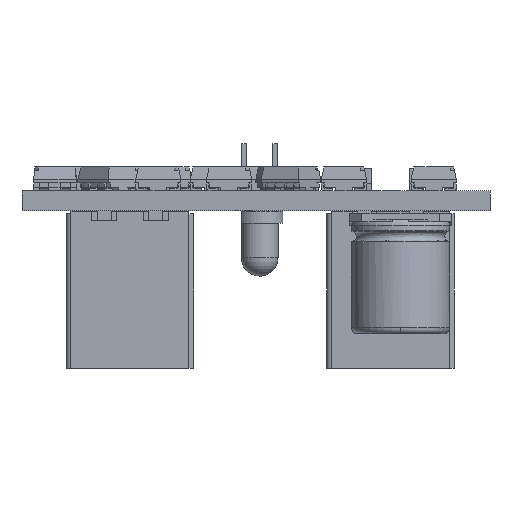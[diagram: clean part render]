
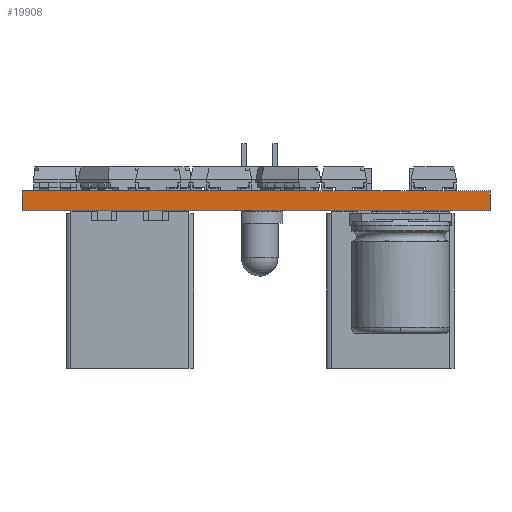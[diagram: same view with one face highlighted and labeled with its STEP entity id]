
A CAD part, front view. The second image highlights one B-rep face of the part: STEP entity #19908.
In plain terms, the highlighted planar face has unit normal (0, -1, 0).
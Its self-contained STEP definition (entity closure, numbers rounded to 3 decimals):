
#19908 = ADVANCED_FACE('',(#19909),#19923,.F.);
#19909 = FACE_BOUND('',#19910,.F.);
#19910 = EDGE_LOOP('',(#19911,#19946,#19974,#20002));
#19911 = ORIENTED_EDGE('',*,*,#19912,.T.);
#19912 = EDGE_CURVE('',#19913,#19915,#19917,.T.);
#19913 = VERTEX_POINT('',#19914);
#19914 = CARTESIAN_POINT('',(120.634,-184.388,0.));
#19915 = VERTEX_POINT('',#19916);
#19916 = CARTESIAN_POINT('',(120.634,-184.388,1.6));
#19917 = SURFACE_CURVE('',#19918,(#19922,#19934),.PCURVE_S1.);
#19918 = LINE('',#19919,#19920);
#19919 = CARTESIAN_POINT('',(120.634,-184.388,0.));
#19920 = VECTOR('',#19921,1.);
#19921 = DIRECTION('',(0.,0.,1.));
#19922 = PCURVE('',#19923,#19928);
#19923 = PLANE('',#19924);
#19924 = AXIS2_PLACEMENT_3D('',#19925,#19926,#19927);
#19925 = CARTESIAN_POINT('',(120.634,-184.388,0.));
#19926 = DIRECTION('',(0.,1.,0.));
#19927 = DIRECTION('',(1.,0.,0.));
#19928 = DEFINITIONAL_REPRESENTATION('',(#19929),#19933);
#19929 = LINE('',#19930,#19931);
#19930 = CARTESIAN_POINT('',(0.,0.));
#19931 = VECTOR('',#19932,1.);
#19932 = DIRECTION('',(0.,-1.));
#19933 = ( GEOMETRIC_REPRESENTATION_CONTEXT(2) 
PARAMETRIC_REPRESENTATION_CONTEXT() REPRESENTATION_CONTEXT('2D SPACE',''
  ) );
#19934 = PCURVE('',#19935,#19940);
#19935 = PLANE('',#19936);
#19936 = AXIS2_PLACEMENT_3D('',#19937,#19938,#19939);
#19937 = CARTESIAN_POINT('',(120.634,-139.938,0.));
#19938 = DIRECTION('',(1.,0.,-0.));
#19939 = DIRECTION('',(0.,-1.,0.));
#19940 = DEFINITIONAL_REPRESENTATION('',(#19941),#19945);
#19941 = LINE('',#19942,#19943);
#19942 = CARTESIAN_POINT('',(44.45,0.));
#19943 = VECTOR('',#19944,1.);
#19944 = DIRECTION('',(0.,-1.));
#19945 = ( GEOMETRIC_REPRESENTATION_CONTEXT(2) 
PARAMETRIC_REPRESENTATION_CONTEXT() REPRESENTATION_CONTEXT('2D SPACE',''
  ) );
#19946 = ORIENTED_EDGE('',*,*,#19947,.T.);
#19947 = EDGE_CURVE('',#19915,#19948,#19950,.T.);
#19948 = VERTEX_POINT('',#19949);
#19949 = CARTESIAN_POINT('',(158.734,-184.388,1.6));
#19950 = SURFACE_CURVE('',#19951,(#19955,#19962),.PCURVE_S1.);
#19951 = LINE('',#19952,#19953);
#19952 = CARTESIAN_POINT('',(120.634,-184.388,1.6));
#19953 = VECTOR('',#19954,1.);
#19954 = DIRECTION('',(1.,0.,0.));
#19955 = PCURVE('',#19923,#19956);
#19956 = DEFINITIONAL_REPRESENTATION('',(#19957),#19961);
#19957 = LINE('',#19958,#19959);
#19958 = CARTESIAN_POINT('',(0.,-1.6));
#19959 = VECTOR('',#19960,1.);
#19960 = DIRECTION('',(1.,0.));
#19961 = ( GEOMETRIC_REPRESENTATION_CONTEXT(2) 
PARAMETRIC_REPRESENTATION_CONTEXT() REPRESENTATION_CONTEXT('2D SPACE',''
  ) );
#19962 = PCURVE('',#19963,#19968);
#19963 = PLANE('',#19964);
#19964 = AXIS2_PLACEMENT_3D('',#19965,#19966,#19967);
#19965 = CARTESIAN_POINT('',(142.337,-107.018,1.6));
#19966 = DIRECTION('',(0.,0.,1.));
#19967 = DIRECTION('',(1.,0.,-0.));
#19968 = DEFINITIONAL_REPRESENTATION('',(#19969),#19973);
#19969 = LINE('',#19970,#19971);
#19970 = CARTESIAN_POINT('',(-21.703,-77.37));
#19971 = VECTOR('',#19972,1.);
#19972 = DIRECTION('',(1.,0.));
#19973 = ( GEOMETRIC_REPRESENTATION_CONTEXT(2) 
PARAMETRIC_REPRESENTATION_CONTEXT() REPRESENTATION_CONTEXT('2D SPACE',''
  ) );
#19974 = ORIENTED_EDGE('',*,*,#19975,.F.);
#19975 = EDGE_CURVE('',#19976,#19948,#19978,.T.);
#19976 = VERTEX_POINT('',#19977);
#19977 = CARTESIAN_POINT('',(158.734,-184.388,0.));
#19978 = SURFACE_CURVE('',#19979,(#19983,#19990),.PCURVE_S1.);
#19979 = LINE('',#19980,#19981);
#19980 = CARTESIAN_POINT('',(158.734,-184.388,0.));
#19981 = VECTOR('',#19982,1.);
#19982 = DIRECTION('',(0.,0.,1.));
#19983 = PCURVE('',#19923,#19984);
#19984 = DEFINITIONAL_REPRESENTATION('',(#19985),#19989);
#19985 = LINE('',#19986,#19987);
#19986 = CARTESIAN_POINT('',(38.1,0.));
#19987 = VECTOR('',#19988,1.);
#19988 = DIRECTION('',(0.,-1.));
#19989 = ( GEOMETRIC_REPRESENTATION_CONTEXT(2) 
PARAMETRIC_REPRESENTATION_CONTEXT() REPRESENTATION_CONTEXT('2D SPACE',''
  ) );
#19990 = PCURVE('',#19991,#19996);
#19991 = PLANE('',#19992);
#19992 = AXIS2_PLACEMENT_3D('',#19993,#19994,#19995);
#19993 = CARTESIAN_POINT('',(158.734,-184.388,0.));
#19994 = DIRECTION('',(-1.,0.,0.));
#19995 = DIRECTION('',(0.,1.,0.));
#19996 = DEFINITIONAL_REPRESENTATION('',(#19997),#20001);
#19997 = LINE('',#19998,#19999);
#19998 = CARTESIAN_POINT('',(0.,0.));
#19999 = VECTOR('',#20000,1.);
#20000 = DIRECTION('',(0.,-1.));
#20001 = ( GEOMETRIC_REPRESENTATION_CONTEXT(2) 
PARAMETRIC_REPRESENTATION_CONTEXT() REPRESENTATION_CONTEXT('2D SPACE',''
  ) );
#20002 = ORIENTED_EDGE('',*,*,#20003,.F.);
#20003 = EDGE_CURVE('',#19913,#19976,#20004,.T.);
#20004 = SURFACE_CURVE('',#20005,(#20009,#20016),.PCURVE_S1.);
#20005 = LINE('',#20006,#20007);
#20006 = CARTESIAN_POINT('',(120.634,-184.388,0.));
#20007 = VECTOR('',#20008,1.);
#20008 = DIRECTION('',(1.,0.,0.));
#20009 = PCURVE('',#19923,#20010);
#20010 = DEFINITIONAL_REPRESENTATION('',(#20011),#20015);
#20011 = LINE('',#20012,#20013);
#20012 = CARTESIAN_POINT('',(0.,0.));
#20013 = VECTOR('',#20014,1.);
#20014 = DIRECTION('',(1.,0.));
#20015 = ( GEOMETRIC_REPRESENTATION_CONTEXT(2) 
PARAMETRIC_REPRESENTATION_CONTEXT() REPRESENTATION_CONTEXT('2D SPACE',''
  ) );
#20016 = PCURVE('',#20017,#20022);
#20017 = PLANE('',#20018);
#20018 = AXIS2_PLACEMENT_3D('',#20019,#20020,#20021);
#20019 = CARTESIAN_POINT('',(142.337,-107.018,0.));
#20020 = DIRECTION('',(0.,0.,1.));
#20021 = DIRECTION('',(1.,0.,-0.));
#20022 = DEFINITIONAL_REPRESENTATION('',(#20023),#20027);
#20023 = LINE('',#20024,#20025);
#20024 = CARTESIAN_POINT('',(-21.703,-77.37));
#20025 = VECTOR('',#20026,1.);
#20026 = DIRECTION('',(1.,0.));
#20027 = ( GEOMETRIC_REPRESENTATION_CONTEXT(2) 
PARAMETRIC_REPRESENTATION_CONTEXT() REPRESENTATION_CONTEXT('2D SPACE',''
  ) );
